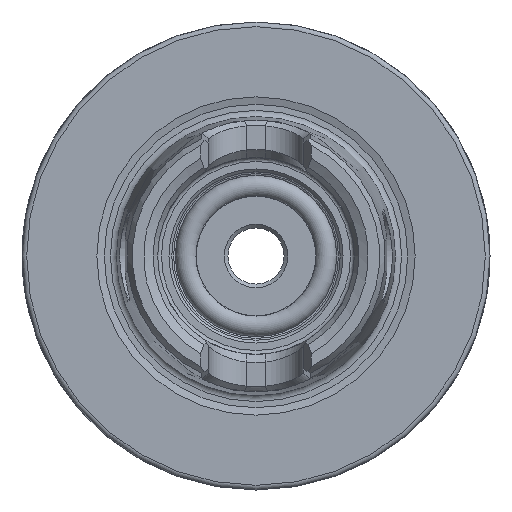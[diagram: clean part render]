
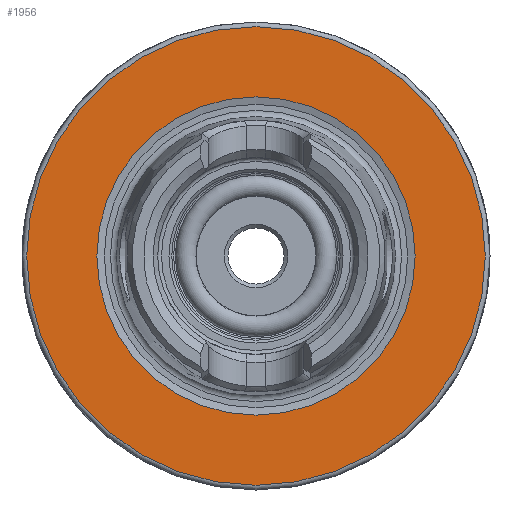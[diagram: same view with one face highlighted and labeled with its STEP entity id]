
A CAD part, left-side view. The second image highlights one B-rep face of the part: STEP entity #1956.
In plain terms, the highlighted planar face has unit normal (-1, 0, 0).
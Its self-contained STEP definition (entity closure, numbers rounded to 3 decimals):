
#1925=CARTESIAN_POINT('',(0.0,24.5,0.0));
#1926=VERTEX_POINT('',#1925);
#1927=CARTESIAN_POINT('',(0.0,0.0,0.0));
#1928=DIRECTION('',(1.0,0.0,0.0));
#1929=DIRECTION('',(0.0,1.0,0.0));
#1930=AXIS2_PLACEMENT_3D('',#1927,#1928,#1929);
#1931=CIRCLE('',#1930,24.5);
#1932=EDGE_CURVE('',#1926,#1926,#1931,.T.);
#1937=CARTESIAN_POINT('',(0.0,20.75,0.0));
#1938=DIRECTION('',(-1.0,0.0,0.0));
#1939=DIRECTION('',(0.0,0.0,1.0));
#1940=AXIS2_PLACEMENT_3D('',#1937,#1938,#1939);
#1941=PLANE('',#1940);
#1942=ORIENTED_EDGE('',*,*,#1932,.F.);
#1943=EDGE_LOOP('',(#1942));
#1944=FACE_OUTER_BOUND('',#1943,.T.);
#1945=CARTESIAN_POINT('',(0.0,17.,0.0));
#1946=VERTEX_POINT('',#1945);
#1947=CARTESIAN_POINT('',(0.0,0.0,0.0));
#1948=DIRECTION('',(1.0,0.0,0.0));
#1949=DIRECTION('',(0.0,1.0,0.0));
#1950=AXIS2_PLACEMENT_3D('',#1947,#1948,#1949);
#1951=CIRCLE('',#1950,17.);
#1952=EDGE_CURVE('',#1946,#1946,#1951,.T.);
#1953=ORIENTED_EDGE('',*,*,#1952,.T.);
#1954=EDGE_LOOP('',(#1953));
#1955=FACE_BOUND('',#1954,.T.);
#1956=ADVANCED_FACE('',(#1944,#1955),#1941,.T.);
